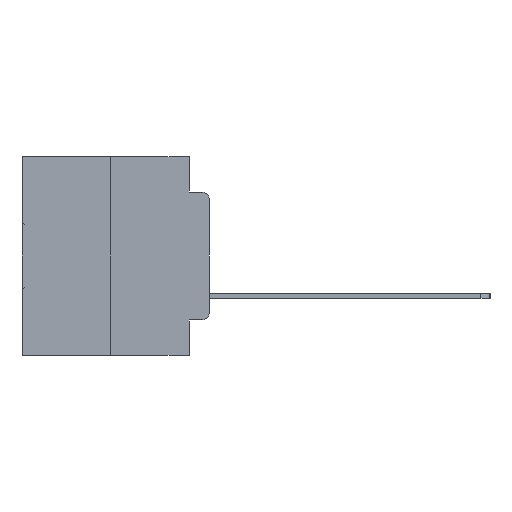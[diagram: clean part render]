
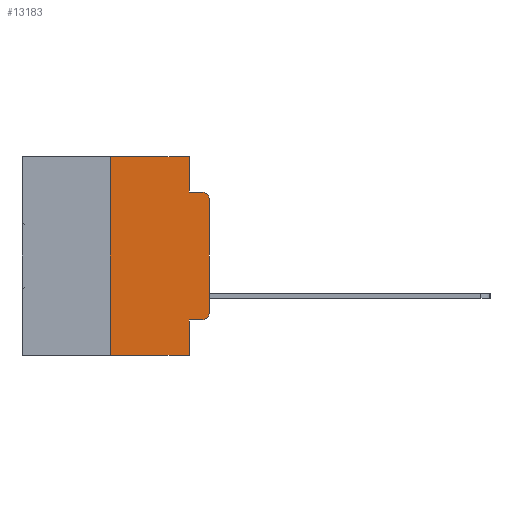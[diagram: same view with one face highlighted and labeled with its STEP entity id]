
A CAD part, left-side view. The second image highlights one B-rep face of the part: STEP entity #13183.
In plain terms, the highlighted planar face has unit normal (-1, 0, 0).
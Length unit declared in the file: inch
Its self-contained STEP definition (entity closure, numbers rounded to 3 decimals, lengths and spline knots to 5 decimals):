
#39 = ORIENTED_EDGE ( 'NONE', *, *, #17733, .T. ) ;
#542 = CARTESIAN_POINT ( 'NONE',  ( 0., 0.473, 0. ) ) ;
#693 = EDGE_CURVE ( 'NONE', #23332, #13913, #18923, .T. ) ;
#760 = VERTEX_POINT ( 'NONE', #23886 ) ;
#907 = VECTOR ( 'NONE', #6523, 39.37008 ) ;
#959 = EDGE_CURVE ( 'NONE', #760, #9984, #4582, .T. ) ;
#1285 = CARTESIAN_POINT ( 'NONE',  ( 0., 0., 0. ) ) ;
#1289 = VECTOR ( 'NONE', #11669, 39.37008 ) ;
#1496 = VERTEX_POINT ( 'NONE', #26170 ) ;
#2632 = DIRECTION ( 'NONE',  ( 0., -1., 0. ) ) ;
#3022 = EDGE_LOOP ( 'NONE', ( #28673, #28752, #31133, #30387, #30773, #31733, #30930, #29534, #39, #28619 ) ) ;
#3199 = DIRECTION ( 'NONE',  ( 0., -1., 0. ) ) ;
#3762 = VECTOR ( 'NONE', #19056, 39.37008 ) ;
#3992 = CARTESIAN_POINT ( 'NONE',  ( 0., 0.051, 0. ) ) ;
#4106 = VERTEX_POINT ( 'NONE', #19241 ) ;
#4191 = CARTESIAN_POINT ( 'NONE',  ( 0., 0.473, 0. ) ) ;
#4265 = CARTESIAN_POINT ( 'NONE',  ( 0., 0.051, -0.4115 ) ) ;
#4582 = LINE ( 'NONE', #17098, #3762 ) ;
#4832 = EDGE_CURVE ( 'NONE', #8181, #24311, #29800, .T. ) ;
#5938 = EDGE_CURVE ( 'NONE', #1496, #9984, #14639, .T. ) ;
#6125 = CARTESIAN_POINT ( 'NONE',  ( 0., 0.051, -0.0885 ) ) ;
#6523 = DIRECTION ( 'NONE',  ( 0., 0., 1. ) ) ;
#6781 = DIRECTION ( 'NONE',  ( 0., 0., -1. ) ) ;
#6802 = AXIS2_PLACEMENT_3D ( 'NONE', #4191, #21473, #6781 ) ;
#7761 = LINE ( 'NONE', #1285, #907 ) ;
#8181 = VERTEX_POINT ( 'NONE', #6125 ) ;
#8919 = VECTOR ( 'NONE', #26016, 39.37008 ) ;
#9075 = DIRECTION ( 'NONE',  ( -1., 0., 0. ) ) ;
#9082 = AXIS2_PLACEMENT_3D ( 'NONE', #23694, #9075, #26084 ) ;
#9105 = VERTEX_POINT ( 'NONE', #14684 ) ;
#9984 = VERTEX_POINT ( 'NONE', #27782 ) ;
#10456 = VECTOR ( 'NONE', #2632, 39.37008 ) ;
#10633 = VECTOR ( 'NONE', #3199, 39.37008 ) ;
#10700 = CARTESIAN_POINT ( 'NONE',  ( 0., 0.02, -0.0885 ) ) ;
#11669 = DIRECTION ( 'NONE',  ( 0., 0., -1. ) ) ;
#13073 = DIRECTION ( 'NONE',  ( -1., 0., 0. ) ) ;
#13183 = ADVANCED_FACE ( 'NONE', ( #30226 ), #28518, .F. ) ;
#13548 = CIRCLE ( 'NONE', #9082, 0.02 ) ;
#13708 = EDGE_CURVE ( 'NONE', #13913, #29277, #7761, .T. ) ;
#13913 = VERTEX_POINT ( 'NONE', #26746 ) ;
#14639 = LINE ( 'NONE', #3992, #1289 ) ;
#14684 = CARTESIAN_POINT ( 'NONE',  ( 0., 0.25, 0. ) ) ;
#15404 = LINE ( 'NONE', #23628, #8919 ) ;
#16110 = CARTESIAN_POINT ( 'NONE',  ( 0., 0.25, 0. ) ) ;
#17098 = CARTESIAN_POINT ( 'NONE',  ( 0., 0.473, -0.5 ) ) ;
#17148 = LINE ( 'NONE', #542, #10633 ) ;
#17733 = EDGE_CURVE ( 'NONE', #1496, #23332, #19692, .T. ) ;
#17905 = CARTESIAN_POINT ( 'NONE',  ( 0., 0., -0.1085 ) ) ;
#18582 = DIRECTION ( 'NONE',  ( 0., 0., 1. ) ) ;
#18923 = CIRCLE ( 'NONE', #24492, 0.02 ) ;
#19056 = DIRECTION ( 'NONE',  ( 0., -1., 0. ) ) ;
#19241 = CARTESIAN_POINT ( 'NONE',  ( 0., 0.051, 0. ) ) ;
#19692 = LINE ( 'NONE', #4265, #31712 ) ;
#20477 = CARTESIAN_POINT ( 'NONE',  ( 0., 0.02, -0.3915 ) ) ;
#21017 = DIRECTION ( 'NONE',  ( 0., 0., -1. ) ) ;
#21473 = DIRECTION ( 'NONE',  ( 1., 0., 0. ) ) ;
#21780 = EDGE_CURVE ( 'NONE', #760, #9105, #31350, .T. ) ;
#22472 = CARTESIAN_POINT ( 'NONE',  ( 0., 0.051, -0.0885 ) ) ;
#23332 = VERTEX_POINT ( 'NONE', #27585 ) ;
#23628 = CARTESIAN_POINT ( 'NONE',  ( 0., 0.051, 0. ) ) ;
#23694 = CARTESIAN_POINT ( 'NONE',  ( 0., 0.02, -0.1085 ) ) ;
#23886 = CARTESIAN_POINT ( 'NONE',  ( 0., 0.25, -0.5 ) ) ;
#24311 = VERTEX_POINT ( 'NONE', #10700 ) ;
#24344 = EDGE_CURVE ( 'NONE', #9105, #4106, #17148, .T. ) ;
#24492 = AXIS2_PLACEMENT_3D ( 'NONE', #20477, #13073, #21017 ) ;
#24959 = VECTOR ( 'NONE', #18582, 39.37008 ) ;
#26016 = DIRECTION ( 'NONE',  ( 0., 0., -1. ) ) ;
#26084 = DIRECTION ( 'NONE',  ( 0., 0., -1. ) ) ;
#26170 = CARTESIAN_POINT ( 'NONE',  ( 0., 0.051, -0.4115 ) ) ;
#26528 = EDGE_CURVE ( 'NONE', #29277, #24311, #13548, .T. ) ;
#26746 = CARTESIAN_POINT ( 'NONE',  ( 0., 0., -0.3915 ) ) ;
#27170 = EDGE_CURVE ( 'NONE', #4106, #8181, #15404, .T. ) ;
#27585 = CARTESIAN_POINT ( 'NONE',  ( 0., 0.02, -0.4115 ) ) ;
#27782 = CARTESIAN_POINT ( 'NONE',  ( 0., 0.051, -0.5 ) ) ;
#28518 = PLANE ( 'NONE',  #6802 ) ;
#28574 = DIRECTION ( 'NONE',  ( 0., -1., 0. ) ) ;
#28619 = ORIENTED_EDGE ( 'NONE', *, *, #693, .T. ) ;
#28673 = ORIENTED_EDGE ( 'NONE', *, *, #13708, .T. ) ;
#28752 = ORIENTED_EDGE ( 'NONE', *, *, #26528, .T. ) ;
#29277 = VERTEX_POINT ( 'NONE', #17905 ) ;
#29534 = ORIENTED_EDGE ( 'NONE', *, *, #5938, .F. ) ;
#29800 = LINE ( 'NONE', #22472, #10456 ) ;
#30226 = FACE_OUTER_BOUND ( 'NONE', #3022, .T. ) ;
#30387 = ORIENTED_EDGE ( 'NONE', *, *, #27170, .F. ) ;
#30773 = ORIENTED_EDGE ( 'NONE', *, *, #24344, .F. ) ;
#30930 = ORIENTED_EDGE ( 'NONE', *, *, #959, .T. ) ;
#31133 = ORIENTED_EDGE ( 'NONE', *, *, #4832, .F. ) ;
#31350 = LINE ( 'NONE', #16110, #24959 ) ;
#31712 = VECTOR ( 'NONE', #28574, 39.37008 ) ;
#31733 = ORIENTED_EDGE ( 'NONE', *, *, #21780, .F. ) ;
